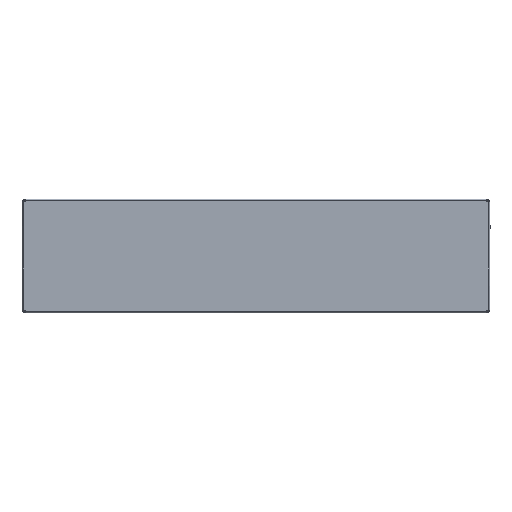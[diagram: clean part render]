
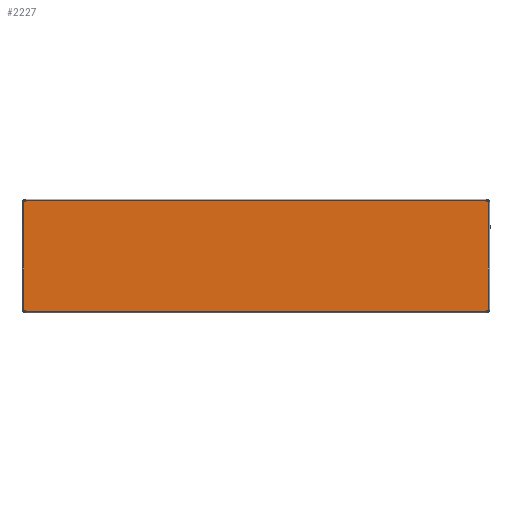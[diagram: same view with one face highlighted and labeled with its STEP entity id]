
A CAD part, top view. The second image highlights one B-rep face of the part: STEP entity #2227.
In plain terms, the highlighted planar face has unit normal (0, 0, 1).
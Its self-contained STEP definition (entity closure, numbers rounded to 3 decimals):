
#26 = DIRECTION ( 'NONE',  ( 0., 0., 1. ) ) ;
#39 = ORIENTED_EDGE ( 'NONE', *, *, #4169, .F. ) ;
#48 = DIRECTION ( 'NONE',  ( -1., 0., 0. ) ) ;
#59 = AXIS2_PLACEMENT_3D ( 'NONE', #1602, #1641, #1324 ) ;
#202 = CARTESIAN_POINT ( 'NONE',  ( -399.5, 95.5, 0. ) ) ;
#383 = EDGE_CURVE ( 'NONE', #565, #2057, #620, .T. ) ;
#396 = CIRCLE ( 'NONE', #2912, 2.5 ) ;
#408 = FACE_OUTER_BOUND ( 'NONE', #821, .T. ) ;
#411 = EDGE_CURVE ( 'NONE', #3970, #4054, #2608, .T. ) ;
#457 = ORIENTED_EDGE ( 'NONE', *, *, #383, .F. ) ;
#565 = VERTEX_POINT ( 'NONE', #844 ) ;
#600 = LINE ( 'NONE', #928, #2635 ) ;
#620 = CIRCLE ( 'NONE', #59, 2.5 ) ;
#789 = CARTESIAN_POINT ( 'NONE',  ( -402., -95.5, 0. ) ) ;
#817 = EDGE_CURVE ( 'NONE', #565, #2742, #1806, .T. ) ;
#821 = EDGE_LOOP ( 'NONE', ( #1917, #39, #3735, #4187, #3912, #2659, #1939, #457 ) ) ;
#844 = CARTESIAN_POINT ( 'NONE',  ( -397., -95.5, 0. ) ) ;
#862 = DIRECTION ( 'NONE',  ( 0., -1., 0. ) ) ;
#869 = AXIS2_PLACEMENT_3D ( 'NONE', #3492, #3828, #2826 ) ;
#928 = CARTESIAN_POINT ( 'NONE',  ( 399.5, -95.5, 0. ) ) ;
#1042 = DIRECTION ( 'NONE',  ( -1., 0., 0. ) ) ;
#1324 = DIRECTION ( 'NONE',  ( 1., 0., 0. ) ) ;
#1351 = CARTESIAN_POINT ( 'NONE',  ( -397., 95.5, 0. ) ) ;
#1356 = AXIS2_PLACEMENT_3D ( 'NONE', #4313, #26, #2665 ) ;
#1400 = CARTESIAN_POINT ( 'NONE',  ( 399.5, -93., 0. ) ) ;
#1410 = CARTESIAN_POINT ( 'NONE',  ( -399.5, 93., 0. ) ) ;
#1553 = EDGE_CURVE ( 'NONE', #2191, #4054, #396, .T. ) ;
#1602 = CARTESIAN_POINT ( 'NONE',  ( -399.5, -95.5, 0. ) ) ;
#1634 = EDGE_CURVE ( 'NONE', #2191, #2057, #3558, .T. ) ;
#1641 = DIRECTION ( 'NONE',  ( 0., 0., 1. ) ) ;
#1668 = CARTESIAN_POINT ( 'NONE',  ( 399.5, 93., 0. ) ) ;
#1732 = PLANE ( 'NONE',  #3279 ) ;
#1806 = LINE ( 'NONE', #789, #3699 ) ;
#1860 = VERTEX_POINT ( 'NONE', #1400 ) ;
#1908 = CARTESIAN_POINT ( 'NONE',  ( 397., -95.5, 0. ) ) ;
#1917 = ORIENTED_EDGE ( 'NONE', *, *, #817, .T. ) ;
#1939 = ORIENTED_EDGE ( 'NONE', *, *, #1634, .T. ) ;
#2057 = VERTEX_POINT ( 'NONE', #3182 ) ;
#2179 = VERTEX_POINT ( 'NONE', #1668 ) ;
#2191 = VERTEX_POINT ( 'NONE', #1410 ) ;
#2227 = ADVANCED_FACE ( 'NONE', ( #408 ), #1732, .F. ) ;
#2608 = LINE ( 'NONE', #3948, #4172 ) ;
#2635 = VECTOR ( 'NONE', #3188, 1000. ) ;
#2659 = ORIENTED_EDGE ( 'NONE', *, *, #1553, .F. ) ;
#2665 = DIRECTION ( 'NONE',  ( -1., 0., 0. ) ) ;
#2702 = CARTESIAN_POINT ( 'NONE',  ( 0., 0., 0. ) ) ;
#2720 = CARTESIAN_POINT ( 'NONE',  ( -399.5, 95.5, 0. ) ) ;
#2742 = VERTEX_POINT ( 'NONE', #1908 ) ;
#2748 = CIRCLE ( 'NONE', #869, 2.5 ) ;
#2826 = DIRECTION ( 'NONE',  ( 1., 0., 0. ) ) ;
#2839 = EDGE_CURVE ( 'NONE', #1860, #2179, #600, .T. ) ;
#2912 = AXIS2_PLACEMENT_3D ( 'NONE', #2720, #4046, #4067 ) ;
#3182 = CARTESIAN_POINT ( 'NONE',  ( -399.5, -93., 0. ) ) ;
#3188 = DIRECTION ( 'NONE',  ( 0., 1., 0. ) ) ;
#3257 = CIRCLE ( 'NONE', #1356, 2.5 ) ;
#3279 = AXIS2_PLACEMENT_3D ( 'NONE', #2702, #4325, #1042 ) ;
#3410 = VECTOR ( 'NONE', #862, 1000. ) ;
#3440 = CARTESIAN_POINT ( 'NONE',  ( 397., 95.5, 0. ) ) ;
#3479 = DIRECTION ( 'NONE',  ( 1., 0., 0. ) ) ;
#3492 = CARTESIAN_POINT ( 'NONE',  ( 399.5, 95.5, 0. ) ) ;
#3558 = LINE ( 'NONE', #202, #3410 ) ;
#3699 = VECTOR ( 'NONE', #3479, 1000. ) ;
#3735 = ORIENTED_EDGE ( 'NONE', *, *, #2839, .T. ) ;
#3828 = DIRECTION ( 'NONE',  ( 0., 0., 1. ) ) ;
#3912 = ORIENTED_EDGE ( 'NONE', *, *, #411, .T. ) ;
#3948 = CARTESIAN_POINT ( 'NONE',  ( 402., 95.5, 0. ) ) ;
#3970 = VERTEX_POINT ( 'NONE', #3440 ) ;
#4012 = EDGE_CURVE ( 'NONE', #3970, #2179, #2748, .T. ) ;
#4046 = DIRECTION ( 'NONE',  ( 0., 0., 1. ) ) ;
#4054 = VERTEX_POINT ( 'NONE', #1351 ) ;
#4067 = DIRECTION ( 'NONE',  ( -1., 0., 0. ) ) ;
#4169 = EDGE_CURVE ( 'NONE', #1860, #2742, #3257, .T. ) ;
#4172 = VECTOR ( 'NONE', #48, 1000. ) ;
#4187 = ORIENTED_EDGE ( 'NONE', *, *, #4012, .F. ) ;
#4313 = CARTESIAN_POINT ( 'NONE',  ( 399.5, -95.5, 0. ) ) ;
#4325 = DIRECTION ( 'NONE',  ( 0., 0., -1. ) ) ;
